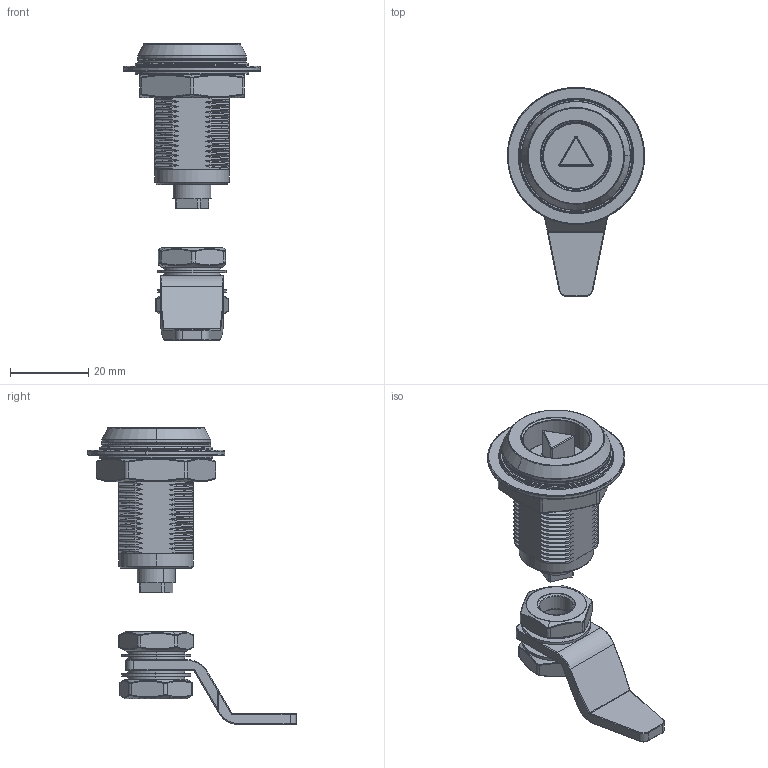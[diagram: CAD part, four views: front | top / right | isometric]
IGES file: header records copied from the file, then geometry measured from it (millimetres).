
Start section: SolidWorks IGES file using analytic representation for surfaces
Global section: file name: TM-8160.IGS; native system: SolidWorks 2020; preprocessor: SolidWorks 2020; author: user; date: 250115.143729; units: millimetre
Bounding box: 35 x 53.3 x 75.72 mm (x, y, z)
Surface area: 16308.6 mm2 (no closed solid volume)
Topology: 0 solids, 0 shells, 714 faces, 6285 edges, 6270 vertices
Faces by surface type: bspline 459, revolution 255
